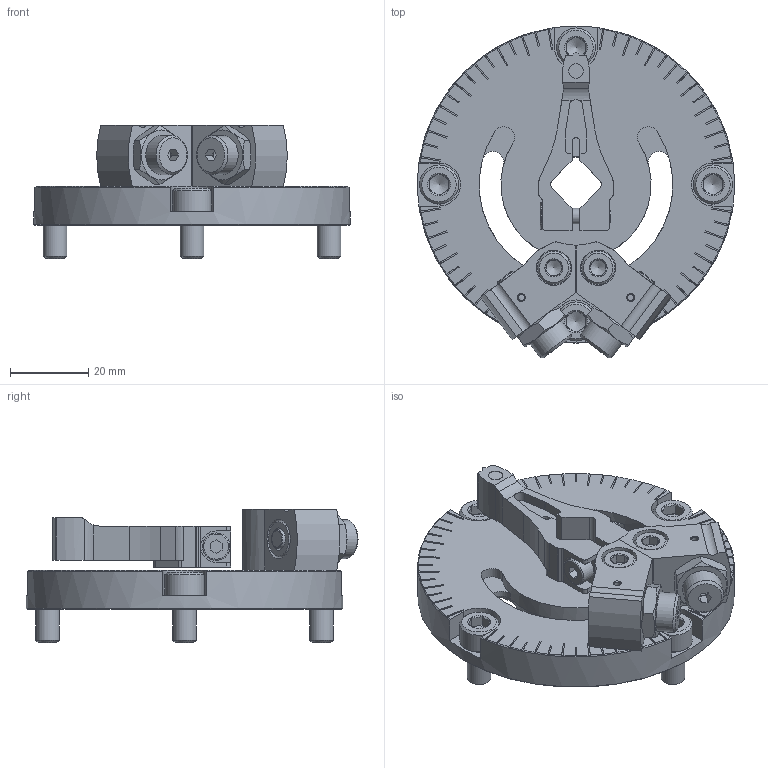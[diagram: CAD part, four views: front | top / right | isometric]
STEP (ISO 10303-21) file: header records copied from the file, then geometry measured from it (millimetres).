
FILE_DESCRIPTION(/* description */ ('STEP AP214'),/* implementation_level */ '2;1');
FILE_NAME(/* name */ '2536505_DADP-ES-Q12-32',/* time_stamp */ '2024-08-13T14:21:16+02:00',/* author */ ('License CC BY-ND 4.0'),/* organization */ ('CADENAS'),/* preprocessor_version */ 'ST-DEVELOPER v19.3',/* originating_system */ 'PARTsolutions',/* authorisation */ ' ');
FILE_SCHEMA (('AUTOMOTIVE_DESIGN {1 0 10303 214 3 1 1}'));
Length unit declared in the file: millimetre
Products named in the file (11): 2536505 DADP-ES-Q12-32---(270_0); 1833306 DADP-ES-Q12-32---(270)_geh; DIN-912 - M6x12(F); 2834052 DADP-ES-Q12-32_heb; 702863 DSM-25-BL---(HZ); 710516 DSM-16/25-P-B; 382090 SLT-10; DIN-912 - M5x20(F); 256913 DSM-25_NS; 396998 YSRW M10X1-3.5-13; 702864 DSM-25-BR---(HZ)
Assembly tree (18 placements, depth 2):
  2536505 DADP-ES-Q12-32---(270_0)
    1833306 DADP-ES-Q12-32---(270)_geh
    DIN-912 - M6x12(F)  x4
    2834052 DADP-ES-Q12-32_heb
    702863 DSM-25-BL---(HZ)
    710516 DSM-16/25-P-B  x2
    382090 SLT-10  x2
    DIN-912 - M5x20(F)  x2
    256913 DSM-25_NS  x2
    396998 YSRW M10X1-3.5-13  x2
    702864 DSM-25-BR---(HZ)
Bounding box: 81 x 84.83 x 34.1 mm (x, y, z)
Volume: 55909.6 mm3; surface area: 29935.8 mm2
Topology: 18 solids, 18 shells, 727 faces, 1867 edges, 1191 vertices
Faces by surface type: plane 485, cylinder 132, cone 104, torus 6
Full cylindrical faces by diameter (mm): 1.567 x2, 3.7 x2, 4 x1, 4.134 x2, 5 x2, 5.5 x2, 5.7 x2, 6 x4, 6.4 x4, 7 x1, 8.5 x2, 8.917 x4, 9 x2, 10 x6, 14 x1, 25.1 x1, 81 x1
Entity records: 18731 total; most frequent: CARTESIAN_POINT 3591, ORIENTED_EDGE 2920, DIRECTION 2887, EDGE_CURVE 1460, AXIS2_PLACEMENT_3D 1008, VERTEX_POINT 992, LINE 871, VECTOR 871
